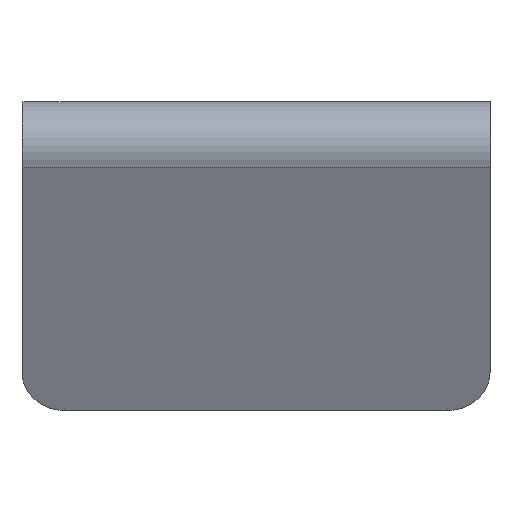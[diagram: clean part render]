
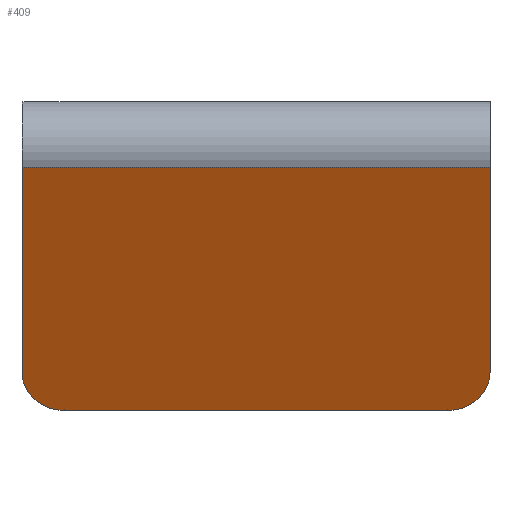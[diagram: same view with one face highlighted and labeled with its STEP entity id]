
A CAD part, front view. The second image highlights one B-rep face of the part: STEP entity #409.
In plain terms, the highlighted planar face has unit normal (0, -0.906, -0.423).
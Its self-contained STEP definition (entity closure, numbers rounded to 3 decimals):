
#32 = PLANE('',#33);
#33 = AXIS2_PLACEMENT_3D('',#34,#35,#36);
#34 = CARTESIAN_POINT('',(30.5,-52.719,-4.268));
#35 = DIRECTION('',(1.,0.,0.));
#36 = DIRECTION('',(0.,0.423,-0.906));
#57 = VERTEX_POINT('',#58);
#58 = CARTESIAN_POINT('',(30.5,-55.438,-5.536));
#84 = EDGE_CURVE('',#57,#85,#87,.T.);
#85 = VERTEX_POINT('',#86);
#86 = CARTESIAN_POINT('',(30.5,-42.971,-32.272));
#87 = SURFACE_CURVE('',#88,(#92,#99),.PCURVE_S1.);
#88 = LINE('',#89,#90);
#89 = CARTESIAN_POINT('',(30.5,-55.438,-5.536));
#90 = VECTOR('',#91,1.);
#91 = DIRECTION('',(0.,0.423,-0.906));
#92 = PCURVE('',#32,#93);
#93 = DEFINITIONAL_REPRESENTATION('',(#94),#98);
#94 = LINE('',#95,#96);
#95 = CARTESIAN_POINT('',(0.,-3.));
#96 = VECTOR('',#97,1.);
#97 = DIRECTION('',(1.,0.));
#98 = ( GEOMETRIC_REPRESENTATION_CONTEXT(2) 
PARAMETRIC_REPRESENTATION_CONTEXT() REPRESENTATION_CONTEXT('2D SPACE',''
  ) );
#99 = PCURVE('',#100,#105);
#100 = PLANE('',#101);
#101 = AXIS2_PLACEMENT_3D('',#102,#103,#104);
#102 = CARTESIAN_POINT('',(0.,-48.042,-21.396));
#103 = DIRECTION('',(-0.,0.906,0.423));
#104 = DIRECTION('',(-1.,-0.,0.));
#105 = DEFINITIONAL_REPRESENTATION('',(#106),#110);
#106 = LINE('',#107,#108);
#107 = CARTESIAN_POINT('',(-30.5,17.5));
#108 = VECTOR('',#109,1.);
#109 = DIRECTION('',(0.,-1.));
#110 = ( GEOMETRIC_REPRESENTATION_CONTEXT(2) 
PARAMETRIC_REPRESENTATION_CONTEXT() REPRESENTATION_CONTEXT('2D SPACE',''
  ) );
#126 = CYLINDRICAL_SURFACE('',#127,5.5);
#127 = AXIS2_PLACEMENT_3D('',#128,#129,#130);
#128 = CARTESIAN_POINT('',(25.,-40.252,-31.004));
#129 = DIRECTION('',(0.,-0.906,-0.423));
#130 = DIRECTION('',(1.,0.,0.));
#182 = PLANE('',#183);
#183 = AXIS2_PLACEMENT_3D('',#184,#185,#186);
#184 = CARTESIAN_POINT('',(30.5,-37.927,-35.989));
#185 = DIRECTION('',(0.,0.423,-0.906));
#186 = DIRECTION('',(-1.,-0.,0.));
#211 = CYLINDRICAL_SURFACE('',#212,5.5);
#212 = AXIS2_PLACEMENT_3D('',#213,#214,#215);
#213 = CARTESIAN_POINT('',(-25.,-40.252,-31.004));
#214 = DIRECTION('',(0.,-0.906,-0.423));
#215 = DIRECTION('',(0.,0.423,-0.906));
#239 = PLANE('',#240);
#240 = AXIS2_PLACEMENT_3D('',#241,#242,#243);
#241 = CARTESIAN_POINT('',(-30.5,-37.927,-35.989));
#242 = DIRECTION('',(-1.,0.,0.));
#243 = DIRECTION('',(0.,-0.423,0.906));
#282 = VERTEX_POINT('',#283);
#283 = CARTESIAN_POINT('',(25.,-40.646,-37.256));
#304 = EDGE_CURVE('',#85,#282,#305,.T.);
#305 = SURFACE_CURVE('',#306,(#311,#318),.PCURVE_S1.);
#306 = CIRCLE('',#307,5.5);
#307 = AXIS2_PLACEMENT_3D('',#308,#309,#310);
#308 = CARTESIAN_POINT('',(25.,-42.971,-32.272));
#309 = DIRECTION('',(0.,0.906,0.423));
#310 = DIRECTION('',(0.,0.423,-0.906));
#311 = PCURVE('',#126,#312);
#312 = DEFINITIONAL_REPRESENTATION('',(#313),#317);
#313 = LINE('',#314,#315);
#314 = CARTESIAN_POINT('',(4.712,3.));
#315 = VECTOR('',#316,1.);
#316 = DIRECTION('',(-1.,0.));
#317 = ( GEOMETRIC_REPRESENTATION_CONTEXT(2) 
PARAMETRIC_REPRESENTATION_CONTEXT() REPRESENTATION_CONTEXT('2D SPACE',''
  ) );
#318 = PCURVE('',#100,#319);
#319 = DEFINITIONAL_REPRESENTATION('',(#320),#324);
#320 = CIRCLE('',#321,5.5);
#321 = AXIS2_PLACEMENT_2D('',#322,#323);
#322 = CARTESIAN_POINT('',(-25.,-12.));
#323 = DIRECTION('',(0.,-1.));
#324 = ( GEOMETRIC_REPRESENTATION_CONTEXT(2) 
PARAMETRIC_REPRESENTATION_CONTEXT() REPRESENTATION_CONTEXT('2D SPACE',''
  ) );
#372 = CYLINDRICAL_SURFACE('',#373,6.);
#373 = AXIS2_PLACEMENT_3D('',#374,#375,#376);
#374 = CARTESIAN_POINT('',(30.5,-50.,-3.));
#375 = DIRECTION('',(-1.,0.,0.));
#376 = DIRECTION('',(0.,0.,1.));
#409 = ADVANCED_FACE('',(#410),#100,.F.);
#410 = FACE_BOUND('',#411,.F.);
#411 = EDGE_LOOP('',(#412,#413,#414,#437,#461,#484));
#412 = ORIENTED_EDGE('',*,*,#84,.T.);
#413 = ORIENTED_EDGE('',*,*,#304,.T.);
#414 = ORIENTED_EDGE('',*,*,#415,.T.);
#415 = EDGE_CURVE('',#282,#416,#418,.T.);
#416 = VERTEX_POINT('',#417);
#417 = CARTESIAN_POINT('',(-25.,-40.646,-37.256));
#418 = SURFACE_CURVE('',#419,(#423,#430),.PCURVE_S1.);
#419 = LINE('',#420,#421);
#420 = CARTESIAN_POINT('',(30.5,-40.646,-37.256));
#421 = VECTOR('',#422,1.);
#422 = DIRECTION('',(-1.,-0.,0.));
#423 = PCURVE('',#100,#424);
#424 = DEFINITIONAL_REPRESENTATION('',(#425),#429);
#425 = LINE('',#426,#427);
#426 = CARTESIAN_POINT('',(-30.5,-17.5));
#427 = VECTOR('',#428,1.);
#428 = DIRECTION('',(1.,0.));
#429 = ( GEOMETRIC_REPRESENTATION_CONTEXT(2) 
PARAMETRIC_REPRESENTATION_CONTEXT() REPRESENTATION_CONTEXT('2D SPACE',''
  ) );
#430 = PCURVE('',#182,#431);
#431 = DEFINITIONAL_REPRESENTATION('',(#432),#436);
#432 = LINE('',#433,#434);
#433 = CARTESIAN_POINT('',(0.,-3.));
#434 = VECTOR('',#435,1.);
#435 = DIRECTION('',(1.,0.));
#436 = ( GEOMETRIC_REPRESENTATION_CONTEXT(2) 
PARAMETRIC_REPRESENTATION_CONTEXT() REPRESENTATION_CONTEXT('2D SPACE',''
  ) );
#437 = ORIENTED_EDGE('',*,*,#438,.T.);
#438 = EDGE_CURVE('',#416,#439,#441,.T.);
#439 = VERTEX_POINT('',#440);
#440 = CARTESIAN_POINT('',(-30.5,-42.971,-32.272));
#441 = SURFACE_CURVE('',#442,(#447,#454),.PCURVE_S1.);
#442 = CIRCLE('',#443,5.5);
#443 = AXIS2_PLACEMENT_3D('',#444,#445,#446);
#444 = CARTESIAN_POINT('',(-25.,-42.971,-32.272));
#445 = DIRECTION('',(0.,0.906,0.423));
#446 = DIRECTION('',(0.,0.423,-0.906));
#447 = PCURVE('',#100,#448);
#448 = DEFINITIONAL_REPRESENTATION('',(#449),#453);
#449 = CIRCLE('',#450,5.5);
#450 = AXIS2_PLACEMENT_2D('',#451,#452);
#451 = CARTESIAN_POINT('',(25.,-12.));
#452 = DIRECTION('',(0.,-1.));
#453 = ( GEOMETRIC_REPRESENTATION_CONTEXT(2) 
PARAMETRIC_REPRESENTATION_CONTEXT() REPRESENTATION_CONTEXT('2D SPACE',''
  ) );
#454 = PCURVE('',#211,#455);
#455 = DEFINITIONAL_REPRESENTATION('',(#456),#460);
#456 = LINE('',#457,#458);
#457 = CARTESIAN_POINT('',(-0.,3.));
#458 = VECTOR('',#459,1.);
#459 = DIRECTION('',(-1.,0.));
#460 = ( GEOMETRIC_REPRESENTATION_CONTEXT(2) 
PARAMETRIC_REPRESENTATION_CONTEXT() REPRESENTATION_CONTEXT('2D SPACE',''
  ) );
#461 = ORIENTED_EDGE('',*,*,#462,.T.);
#462 = EDGE_CURVE('',#439,#463,#465,.T.);
#463 = VERTEX_POINT('',#464);
#464 = CARTESIAN_POINT('',(-30.5,-55.438,-5.536));
#465 = SURFACE_CURVE('',#466,(#470,#477),.PCURVE_S1.);
#466 = LINE('',#467,#468);
#467 = CARTESIAN_POINT('',(-30.5,-40.646,-37.256));
#468 = VECTOR('',#469,1.);
#469 = DIRECTION('',(0.,-0.423,0.906));
#470 = PCURVE('',#100,#471);
#471 = DEFINITIONAL_REPRESENTATION('',(#472),#476);
#472 = LINE('',#473,#474);
#473 = CARTESIAN_POINT('',(30.5,-17.5));
#474 = VECTOR('',#475,1.);
#475 = DIRECTION('',(0.,1.));
#476 = ( GEOMETRIC_REPRESENTATION_CONTEXT(2) 
PARAMETRIC_REPRESENTATION_CONTEXT() REPRESENTATION_CONTEXT('2D SPACE',''
  ) );
#477 = PCURVE('',#239,#478);
#478 = DEFINITIONAL_REPRESENTATION('',(#479),#483);
#479 = LINE('',#480,#481);
#480 = CARTESIAN_POINT('',(0.,-3.));
#481 = VECTOR('',#482,1.);
#482 = DIRECTION('',(1.,0.));
#483 = ( GEOMETRIC_REPRESENTATION_CONTEXT(2) 
PARAMETRIC_REPRESENTATION_CONTEXT() REPRESENTATION_CONTEXT('2D SPACE',''
  ) );
#484 = ORIENTED_EDGE('',*,*,#485,.F.);
#485 = EDGE_CURVE('',#57,#463,#486,.T.);
#486 = SURFACE_CURVE('',#487,(#491,#498),.PCURVE_S1.);
#487 = LINE('',#488,#489);
#488 = CARTESIAN_POINT('',(30.5,-55.438,-5.536));
#489 = VECTOR('',#490,1.);
#490 = DIRECTION('',(-1.,-0.,0.));
#491 = PCURVE('',#100,#492);
#492 = DEFINITIONAL_REPRESENTATION('',(#493),#497);
#493 = LINE('',#494,#495);
#494 = CARTESIAN_POINT('',(-30.5,17.5));
#495 = VECTOR('',#496,1.);
#496 = DIRECTION('',(1.,0.));
#497 = ( GEOMETRIC_REPRESENTATION_CONTEXT(2) 
PARAMETRIC_REPRESENTATION_CONTEXT() REPRESENTATION_CONTEXT('2D SPACE',''
  ) );
#498 = PCURVE('',#372,#499);
#499 = DEFINITIONAL_REPRESENTATION('',(#500),#504);
#500 = LINE('',#501,#502);
#501 = CARTESIAN_POINT('',(-2.007,0.));
#502 = VECTOR('',#503,1.);
#503 = DIRECTION('',(-0.,1.));
#504 = ( GEOMETRIC_REPRESENTATION_CONTEXT(2) 
PARAMETRIC_REPRESENTATION_CONTEXT() REPRESENTATION_CONTEXT('2D SPACE',''
  ) );
